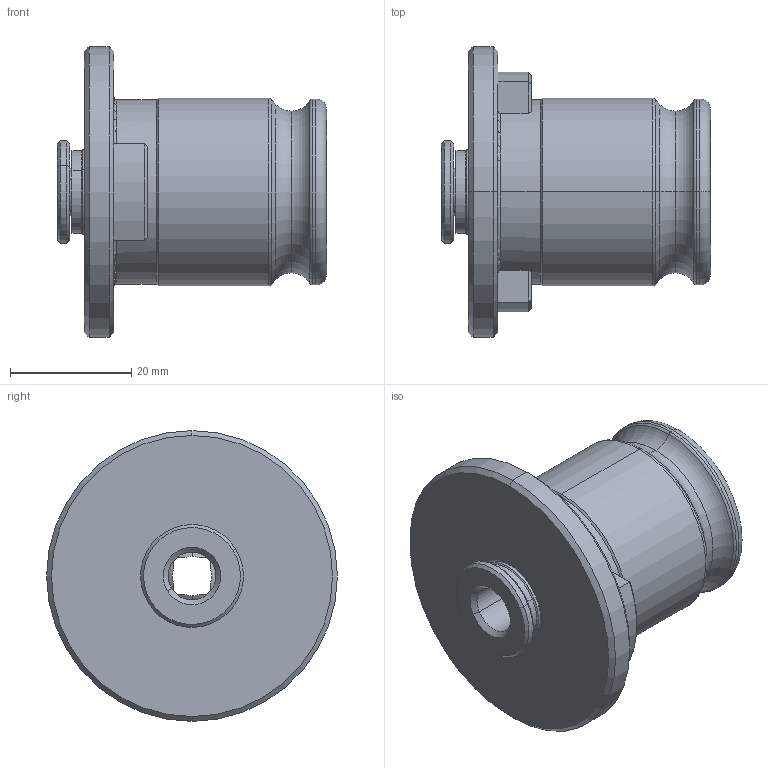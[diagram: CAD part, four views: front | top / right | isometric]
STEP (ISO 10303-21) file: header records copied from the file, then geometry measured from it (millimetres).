
FILE_DESCRIPTION (( 'STEP AP203' ), '1' );
FILE_NAME ('27-S.16.02.862.STEP', '2019-04-16T05:42:41', ( 'Acer' ), ( '' ), 'SwSTEP 2.0', 'SolidWorks 2018', '' );
FILE_SCHEMA (( 'CONFIG_CONTROL_DESIGN' ));
Length unit declared in the file: millimetre
Products named in the file (1): 27-S.16.02.862
Bounding box: 44.43 x 48 x 48 mm (x, y, z)
Surface area: 9299.5 mm2 (no closed solid volume)
Topology: 0 solids, 3 shells, 73 faces, 188 edges, 119 vertices
Faces by surface type: cylinder 22, cone 20, torus 17, plane 14
Entity records: 2519 total; most frequent: CARTESIAN_POINT 658, DIRECTION 408, ORIENTED_EDGE 340, EDGE_CURVE 188, AXIS2_PLACEMENT_3D 175, VERTEX_POINT 119, CIRCLE 101, EDGE_LOOP 80
